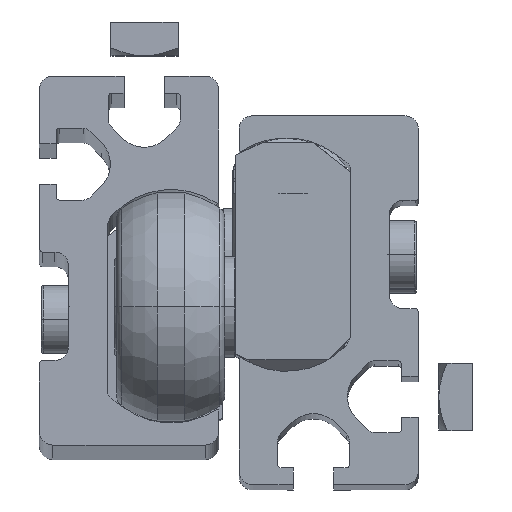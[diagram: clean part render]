
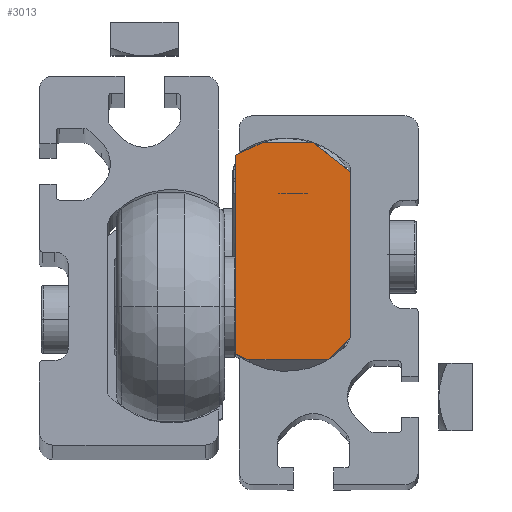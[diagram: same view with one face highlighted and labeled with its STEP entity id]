
A CAD part, top view. The second image highlights one B-rep face of the part: STEP entity #3013.
In plain terms, the highlighted face is planar.
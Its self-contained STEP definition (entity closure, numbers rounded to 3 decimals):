
#71 = CARTESIAN_POINT ( 'NONE',  ( -19., 14.681, -8.5 ) ) ;
#107 = VECTOR ( 'NONE', #5492, 1000. ) ;
#319 = AXIS2_PLACEMENT_3D ( 'NONE', #8163, #19083, #11188 ) ;
#483 = CARTESIAN_POINT ( 'NONE',  ( -19., 16.5, 3. ) ) ;
#625 = CARTESIAN_POINT ( 'NONE',  ( -19., -14.661, -8.5 ) ) ;
#688 = DIRECTION ( 'NONE',  ( 0., -0.707, -0.707 ) ) ;
#906 = DIRECTION ( 'NONE',  ( 0., 0., -1. ) ) ;
#1264 = VECTOR ( 'NONE', #12822, 1000. ) ;
#1371 = ORIENTED_EDGE ( 'NONE', *, *, #19691, .T. ) ;
#1829 = FACE_OUTER_BOUND ( 'NONE', #10304, .T. ) ;
#2415 = CARTESIAN_POINT ( 'NONE',  ( -19., -12.2, 8.5 ) ) ;
#2749 = LINE ( 'NONE', #12339, #8967 ) ;
#2811 = LINE ( 'NONE', #13420, #107 ) ;
#2889 = ORIENTED_EDGE ( 'NONE', *, *, #7627, .T. ) ;
#3013 = ADVANCED_FACE ( 'NONE', ( #1829 ), #7981, .T. ) ;
#3463 = ORIENTED_EDGE ( 'NONE', *, *, #19394, .F. ) ;
#3571 = ORIENTED_EDGE ( 'NONE', *, *, #12400, .F. ) ;
#3577 = CARTESIAN_POINT ( 'NONE',  ( -19., 12.203, 8.5 ) ) ;
#4410 = VECTOR ( 'NONE', #688, 1000. ) ;
#4792 = CARTESIAN_POINT ( 'NONE',  ( -19., -14.661, -8.5 ) ) ;
#5011 = VERTEX_POINT ( 'NONE', #71 ) ;
#5109 = CARTESIAN_POINT ( 'NONE',  ( -19., 14.681, -8.5 ) ) ;
#5298 = EDGE_CURVE ( 'NONE', #8496, #5011, #2811, .T. ) ;
#5492 = DIRECTION ( 'NONE',  ( 0., -0.423, -0.906 ) ) ;
#5820 = VERTEX_POINT ( 'NONE', #8061 ) ;
#6381 = VECTOR ( 'NONE', #8325, 1000. ) ;
#6470 = LINE ( 'NONE', #18091, #1264 ) ;
#6685 = VERTEX_POINT ( 'NONE', #15618 ) ;
#7627 = EDGE_CURVE ( 'NONE', #5820, #6685, #6470, .T. ) ;
#7977 = VECTOR ( 'NONE', #8522, 1000. ) ;
#7981 = PLANE ( 'NONE',  #319 ) ;
#8061 = CARTESIAN_POINT ( 'NONE',  ( -19., -12.2, 8.5 ) ) ;
#8163 = CARTESIAN_POINT ( 'NONE',  ( -19., 1.5, 22.2 ) ) ;
#8325 = DIRECTION ( 'NONE',  ( 0., -0.423, 0.906 ) ) ;
#8496 = VERTEX_POINT ( 'NONE', #18374 ) ;
#8522 = DIRECTION ( 'NONE',  ( 0., -1., 0. ) ) ;
#8868 = EDGE_CURVE ( 'NONE', #6685, #9899, #19388, .T. ) ;
#8967 = VECTOR ( 'NONE', #906, 1000. ) ;
#9528 = CARTESIAN_POINT ( 'NONE',  ( -19., -15.5, 5.2 ) ) ;
#9539 = VECTOR ( 'NONE', #12873, 1000. ) ;
#9899 = VERTEX_POINT ( 'NONE', #483 ) ;
#9917 = CARTESIAN_POINT ( 'NONE',  ( -19., -15.5, -6.7 ) ) ;
#9918 = DIRECTION ( 'NONE',  ( 0., 0.616, -0.788 ) ) ;
#10304 = EDGE_LOOP ( 'NONE', ( #18499, #12714, #11594, #1371, #14087, #3463, #3571, #2889 ) ) ;
#10430 = LINE ( 'NONE', #2415, #4410 ) ;
#11188 = DIRECTION ( 'NONE',  ( 0., 0., 1. ) ) ;
#11344 = LINE ( 'NONE', #16112, #9539 ) ;
#11594 = ORIENTED_EDGE ( 'NONE', *, *, #5298, .T. ) ;
#12033 = VERTEX_POINT ( 'NONE', #625 ) ;
#12339 = CARTESIAN_POINT ( 'NONE',  ( -19., -15.5, 5.2 ) ) ;
#12400 = EDGE_CURVE ( 'NONE', #5820, #17674, #10430, .T. ) ;
#12709 = EDGE_CURVE ( 'NONE', #12033, #16891, #16229, .T. ) ;
#12714 = ORIENTED_EDGE ( 'NONE', *, *, #14701, .F. ) ;
#12822 = DIRECTION ( 'NONE',  ( 0., 1., 0. ) ) ;
#12873 = DIRECTION ( 'NONE',  ( 0., 0., 1. ) ) ;
#13211 = LINE ( 'NONE', #5109, #7977 ) ;
#13420 = CARTESIAN_POINT ( 'NONE',  ( -19., 16.5, -4.6 ) ) ;
#14087 = ORIENTED_EDGE ( 'NONE', *, *, #12709, .T. ) ;
#14701 = EDGE_CURVE ( 'NONE', #8496, #9899, #11344, .T. ) ;
#15618 = CARTESIAN_POINT ( 'NONE',  ( -19., 12.203, 8.5 ) ) ;
#16112 = CARTESIAN_POINT ( 'NONE',  ( -19., 16.5, -4.6 ) ) ;
#16229 = LINE ( 'NONE', #4792, #6381 ) ;
#16891 = VERTEX_POINT ( 'NONE', #9917 ) ;
#17674 = VERTEX_POINT ( 'NONE', #9528 ) ;
#18091 = CARTESIAN_POINT ( 'NONE',  ( -19., -12.2, 8.5 ) ) ;
#18374 = CARTESIAN_POINT ( 'NONE',  ( -19., 16.5, -4.6 ) ) ;
#18499 = ORIENTED_EDGE ( 'NONE', *, *, #8868, .T. ) ;
#19083 = DIRECTION ( 'NONE',  ( -1., 0., 0. ) ) ;
#19388 = LINE ( 'NONE', #3577, #19774 ) ;
#19394 = EDGE_CURVE ( 'NONE', #17674, #16891, #2749, .T. ) ;
#19691 = EDGE_CURVE ( 'NONE', #5011, #12033, #13211, .T. ) ;
#19774 = VECTOR ( 'NONE', #9918, 1000. ) ;
